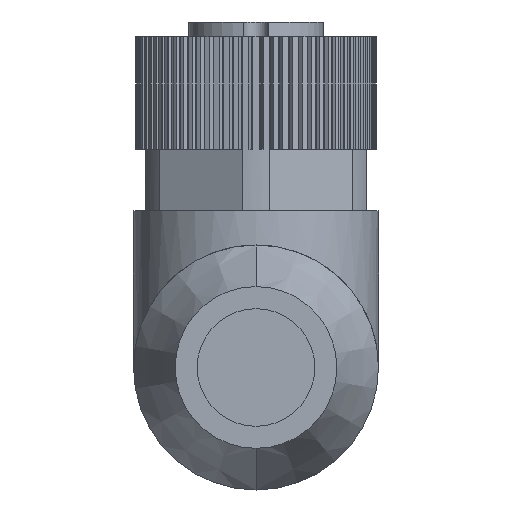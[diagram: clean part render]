
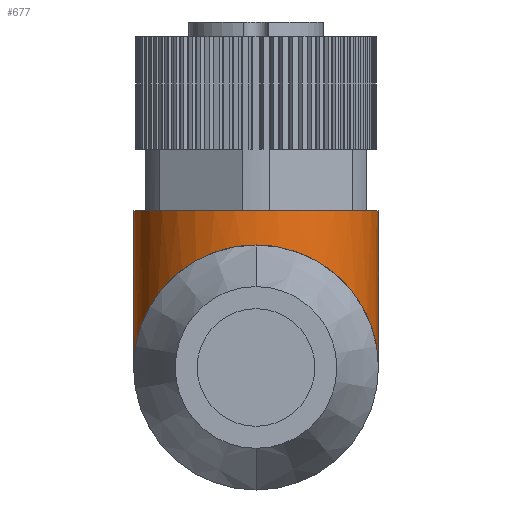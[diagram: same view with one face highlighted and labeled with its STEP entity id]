
A CAD part, front view. The second image highlights one B-rep face of the part: STEP entity #677.
In plain terms, the highlighted cylindrical face has radius 5 mm (diameter 10 mm), a partial arc.
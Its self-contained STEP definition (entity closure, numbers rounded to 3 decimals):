
#337 = ORIENTED_EDGE ( 'NONE', *, *, #4166, .T. ) ;
#538 = CARTESIAN_POINT ( 'NONE',  ( 0., 0., -11.4 ) ) ;
#677 = ADVANCED_FACE ( 'NONE', ( #8012 ), #4725, .T. ) ;
#694 = CARTESIAN_POINT ( 'NONE',  ( 0., 0., 0. ) ) ;
#714 = CARTESIAN_POINT ( 'NONE',  ( 2.929, -5., -1.4 ) ) ;
#925 = CARTESIAN_POINT ( 'NONE',  ( 5., 0., -6.4 ) ) ;
#1040 = EDGE_LOOP ( 'NONE', ( #6988, #6951, #5789, #337, #4122 ) ) ;
#1244 = AXIS2_PLACEMENT_3D ( 'NONE', #694, #5159, #3706 ) ;
#1247 = CARTESIAN_POINT ( 'NONE',  ( -5., 0., -11.4 ) ) ;
#1477 = CARTESIAN_POINT ( 'NONE',  ( 5., 0., -6.4 ) ) ;
#1544 = CIRCLE ( 'NONE', #1244, 5. ) ;
#1696 = LINE ( 'NONE', #1247, #2516 ) ;
#1767 = CARTESIAN_POINT ( 'NONE',  ( -2.929, -5., -1.4 ) ) ;
#1910 = VERTEX_POINT ( 'NONE', #7961 ) ;
#1954 = EDGE_CURVE ( 'NONE', #1910, #2938, #1544, .T. ) ;
#2203 = CARTESIAN_POINT ( 'NONE',  ( 5., 0., -11.4 ) ) ;
#2516 = VECTOR ( 'NONE', #2768, 1000. ) ;
#2664 =( BOUNDED_CURVE ( )  B_SPLINE_CURVE ( 3, ( #4046, #1767, #4081, #6255 ),
 .UNSPECIFIED., .F., .F. ) 
 B_SPLINE_CURVE_WITH_KNOTS ( ( 4, 4 ),
 ( 0., 1.571 ),
 .UNSPECIFIED. ) 
 CURVE ( )  GEOMETRIC_REPRESENTATION_ITEM ( )  RATIONAL_B_SPLINE_CURVE ( ( 1., 0.805, 0.805, 1. ) ) 
 REPRESENTATION_ITEM ( '' )  );
#2768 = DIRECTION ( 'NONE',  ( 0., 0., 1. ) ) ;
#2844 = DIRECTION ( 'NONE',  ( 0., 0., 1. ) ) ;
#2938 = VERTEX_POINT ( 'NONE', #9126 ) ;
#3304 = CARTESIAN_POINT ( 'NONE',  ( 0., -5., -1.4 ) ) ;
#3706 = DIRECTION ( 'NONE',  ( 1., 0., 0. ) ) ;
#3820 = EDGE_CURVE ( 'NONE', #5618, #4968, #9569, .T. ) ;
#3854 = CARTESIAN_POINT ( 'NONE',  ( 0., -5., -1.4 ) ) ;
#4046 = CARTESIAN_POINT ( 'NONE',  ( 0., -5., -1.4 ) ) ;
#4081 = CARTESIAN_POINT ( 'NONE',  ( -5., -2.929, -3.471 ) ) ;
#4122 = ORIENTED_EDGE ( 'NONE', *, *, #1954, .F. ) ;
#4166 = EDGE_CURVE ( 'NONE', #5618, #2938, #6187, .T. ) ;
#4354 = CARTESIAN_POINT ( 'NONE',  ( -5., 0., -6.4 ) ) ;
#4603 = EDGE_CURVE ( 'NONE', #9809, #1910, #1696, .T. ) ;
#4725 = CYLINDRICAL_SURFACE ( 'NONE', #7824, 5. ) ;
#4968 = VERTEX_POINT ( 'NONE', #3304 ) ;
#5159 = DIRECTION ( 'NONE',  ( 0., 0., 1. ) ) ;
#5382 = DIRECTION ( 'NONE',  ( 0., 0., 1. ) ) ;
#5605 = VECTOR ( 'NONE', #5382, 1000. ) ;
#5618 = VERTEX_POINT ( 'NONE', #925 ) ;
#5789 = ORIENTED_EDGE ( 'NONE', *, *, #3820, .F. ) ;
#5865 = DIRECTION ( 'NONE',  ( 1., 0., 0. ) ) ;
#6187 = LINE ( 'NONE', #2203, #5605 ) ;
#6255 = CARTESIAN_POINT ( 'NONE',  ( -5., 0., -6.4 ) ) ;
#6951 = ORIENTED_EDGE ( 'NONE', *, *, #8177, .F. ) ;
#6988 = ORIENTED_EDGE ( 'NONE', *, *, #4603, .F. ) ;
#7531 = CARTESIAN_POINT ( 'NONE',  ( 5., -2.929, -3.471 ) ) ;
#7824 = AXIS2_PLACEMENT_3D ( 'NONE', #538, #2844, #5865 ) ;
#7961 = CARTESIAN_POINT ( 'NONE',  ( -5., 0., 0. ) ) ;
#8012 = FACE_OUTER_BOUND ( 'NONE', #1040, .T. ) ;
#8177 = EDGE_CURVE ( 'NONE', #4968, #9809, #2664, .T. ) ;
#9126 = CARTESIAN_POINT ( 'NONE',  ( 5., 0., 0. ) ) ;
#9569 =( BOUNDED_CURVE ( )  B_SPLINE_CURVE ( 3, ( #1477, #7531, #714, #3854 ),
 .UNSPECIFIED., .F., .F. ) 
 B_SPLINE_CURVE_WITH_KNOTS ( ( 4, 4 ),
 ( 4.712, 6.283 ),
 .UNSPECIFIED. ) 
 CURVE ( )  GEOMETRIC_REPRESENTATION_ITEM ( )  RATIONAL_B_SPLINE_CURVE ( ( 1., 0.805, 0.805, 1. ) ) 
 REPRESENTATION_ITEM ( '' )  );
#9809 = VERTEX_POINT ( 'NONE', #4354 ) ;
